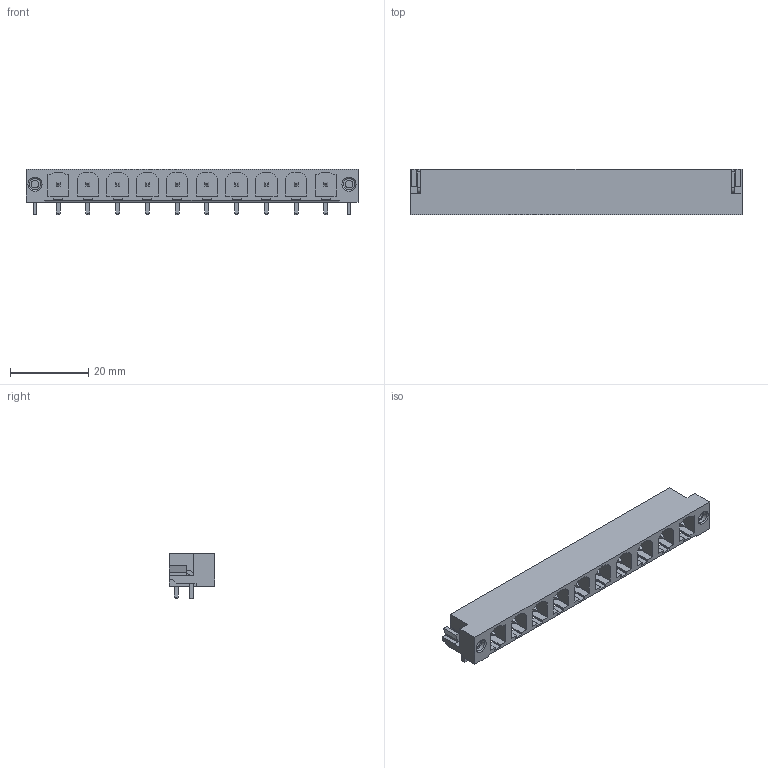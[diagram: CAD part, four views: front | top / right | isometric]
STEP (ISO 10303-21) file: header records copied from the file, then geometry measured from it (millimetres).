
FILE_DESCRIPTION(('CATIA V5 STEP Exchange','CAx-IF Rec.Pracs.--- Model Styling and Organization---1.2---2011-12-15'),'2;1');
FILE_NAME ('D1387761_1_1472450000_1472450000.stp','2018-11-15T17:14:56+00:00',('none'),('Weidmueller'),'CATIA Version 5-6 Release 2014','CATIA V5 STEP AP214','none');
FILE_SCHEMA(('AUTOMOTIVE_DESIGN { 1 0 10303 214 1 1 1 1 }'));
Length unit declared in the file: millimetre
Products named in the file (1): 1472450000
Bounding box: 85.06 x 11.75 x 11.6 mm (x, y, z)
Volume: 5117.7 mm3; surface area: 7013.3 mm2
Topology: 15 solids, 15 shells, 534 faces, 1425 edges, 914 vertices
Faces by surface type: plane 460, cylinder 70, cone 4
Entity records: 14393 total; most frequent: ORIENTED_EDGE 2850, CARTESIAN_POINT 2547, DIRECTION 1815, EDGE_CURVE 1345, VECTOR 1153, LINE 1153, VERTEX_POINT 834, EDGE_LOOP 575
